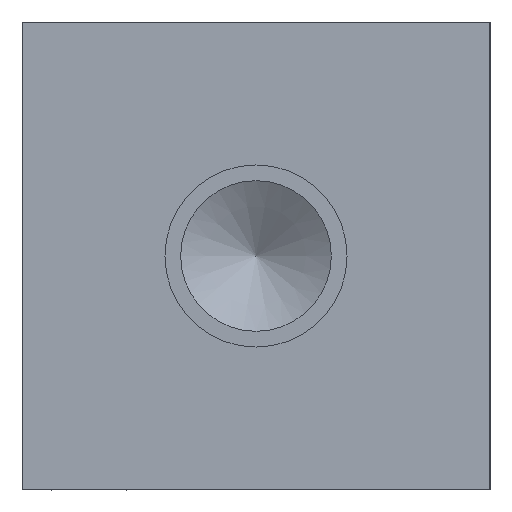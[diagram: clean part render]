
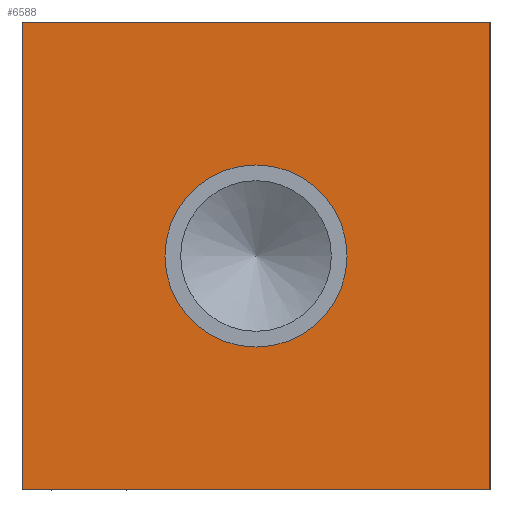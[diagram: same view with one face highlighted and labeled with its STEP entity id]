
A CAD part, left-side view. The second image highlights one B-rep face of the part: STEP entity #6588.
In plain terms, the highlighted planar face has unit normal (-1, 0, 0).
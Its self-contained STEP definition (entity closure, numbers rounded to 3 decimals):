
#100=CIRCLE('',#6918,8.649);
#101=CIRCLE('',#6919,8.649);
#144=FACE_BOUND('',#1086,.T.);
#377=PLANE('',#6921);
#710=FACE_OUTER_BOUND('',#1085,.T.);
#1085=EDGE_LOOP('',(#5865,#5866,#5867,#5868));
#1086=EDGE_LOOP('',(#5869,#5870));
#1368=LINE('',#9955,#2049);
#1772=LINE('',#11052,#2453);
#1773=LINE('',#11053,#2454);
#1774=LINE('',#11054,#2455);
#2049=VECTOR('',#7352,10.);
#2453=VECTOR('',#8230,10.);
#2454=VECTOR('',#8231,10.);
#2455=VECTOR('',#8232,10.);
#2881=VERTEX_POINT('',#9948);
#2884=VERTEX_POINT('',#9953);
#3209=VERTEX_POINT('',#11042);
#3210=VERTEX_POINT('',#11043);
#3211=VERTEX_POINT('',#11050);
#3212=VERTEX_POINT('',#11051);
#3620=EDGE_CURVE('',#2884,#2881,#1368,.T.);
#4098=EDGE_CURVE('',#3209,#3210,#100,.T.);
#4099=EDGE_CURVE('',#3210,#3209,#101,.T.);
#4102=EDGE_CURVE('',#3211,#3212,#1772,.T.);
#4103=EDGE_CURVE('',#3212,#2881,#1773,.T.);
#4104=EDGE_CURVE('',#3211,#2884,#1774,.T.);
#5865=ORIENTED_EDGE('',*,*,#4102,.T.);
#5866=ORIENTED_EDGE('',*,*,#4103,.T.);
#5867=ORIENTED_EDGE('',*,*,#3620,.F.);
#5868=ORIENTED_EDGE('',*,*,#4104,.F.);
#5869=ORIENTED_EDGE('',*,*,#4098,.T.);
#5870=ORIENTED_EDGE('',*,*,#4099,.T.);
#6588=ADVANCED_FACE('',(#710,#144),#377,.T.);
#6918=AXIS2_PLACEMENT_3D('',#11044,#8220,#8221);
#6919=AXIS2_PLACEMENT_3D('',#11045,#8222,#8223);
#6921=AXIS2_PLACEMENT_3D('',#11049,#8228,#8229);
#7352=DIRECTION('',(0.,-1.,0.));
#8220=DIRECTION('center_axis',(1.,0.,0.));
#8221=DIRECTION('ref_axis',(0.,1.,0.));
#8222=DIRECTION('center_axis',(1.,0.,0.));
#8223=DIRECTION('ref_axis',(0.,1.,0.));
#8228=DIRECTION('center_axis',(-1.,0.,0.));
#8229=DIRECTION('ref_axis',(0.,-1.,0.));
#8230=DIRECTION('',(0.,-1.,0.));
#8231=DIRECTION('',(0.,0.,1.));
#8232=DIRECTION('',(0.,0.,1.));
#9948=CARTESIAN_POINT('',(0.,0.,44.45));
#9953=CARTESIAN_POINT('',(0.,44.45,44.45));
#9955=CARTESIAN_POINT('',(0.,44.45,44.45));
#11042=CARTESIAN_POINT('',(0.,30.874,22.225));
#11043=CARTESIAN_POINT('',(0.,13.576,22.225));
#11044=CARTESIAN_POINT('Origin',(0.,22.225,22.225));
#11045=CARTESIAN_POINT('Origin',(0.,22.225,22.225));
#11049=CARTESIAN_POINT('Origin',(0.,44.45,0.));
#11050=CARTESIAN_POINT('',(0.,44.45,0.));
#11051=CARTESIAN_POINT('',(0.,0.,0.));
#11052=CARTESIAN_POINT('',(0.,44.45,0.));
#11053=CARTESIAN_POINT('',(0.,0.,0.));
#11054=CARTESIAN_POINT('',(0.,44.45,0.));
